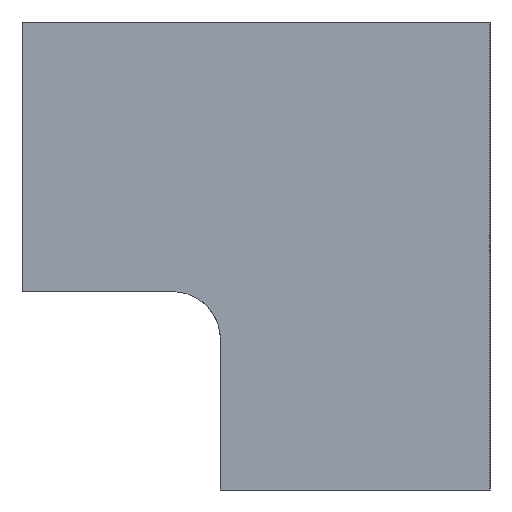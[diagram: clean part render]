
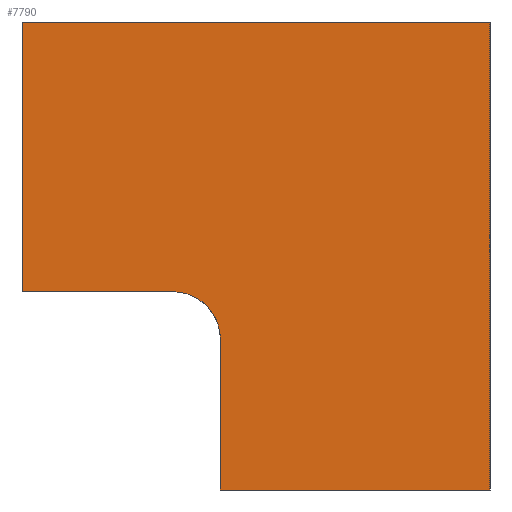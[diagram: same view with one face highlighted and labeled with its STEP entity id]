
A CAD part, left-side view. The second image highlights one B-rep face of the part: STEP entity #7790.
In plain terms, the highlighted planar face has unit normal (-1, 0, -0.018).
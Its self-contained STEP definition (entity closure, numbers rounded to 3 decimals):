
#46 = LINE ( 'NONE', #7052, #8936 ) ;
#314 = ORIENTED_EDGE ( 'NONE', *, *, #5242, .F. ) ;
#374 = CARTESIAN_POINT ( 'NONE',  ( -21.366, 17., -20. ) ) ;
#488 = CARTESIAN_POINT ( 'NONE',  ( -21.418, 20., -17. ) ) ;
#504 = CARTESIAN_POINT ( 'NONE',  ( -21.2, 17., -29.5 ) ) ;
#790 = VECTOR ( 'NONE', #7905, 1000. ) ;
#983 = ORIENTED_EDGE ( 'NONE', *, *, #4141, .F. ) ;
#1048 = VERTEX_POINT ( 'NONE', #374 ) ;
#1132 = VECTOR ( 'NONE', #3920, 1000. ) ;
#1180 = EDGE_CURVE ( 'NONE', #9365, #4825, #46, .T. ) ;
#1225 = VECTOR ( 'NONE', #9056, 1000. ) ;
#1256 = PLANE ( 'NONE',  #9359 ) ;
#1783 = VECTOR ( 'NONE', #9987, 1000. ) ;
#1924 = DIRECTION ( 'NONE',  ( 0.017, 0., -1. ) ) ;
#2067 = DIRECTION ( 'NONE',  ( -0.017, 0., 1. ) ) ;
#2084 = EDGE_LOOP ( 'NONE', ( #3387, #983, #2454, #2112, #7329, #314, #8705 ) ) ;
#2112 = ORIENTED_EDGE ( 'NONE', *, *, #7274, .F. ) ;
#2454 = ORIENTED_EDGE ( 'NONE', *, *, #7394, .F. ) ;
#2959 = DIRECTION ( 'NONE',  ( -0.017, 0., 1. ) ) ;
#3086 = VERTEX_POINT ( 'NONE', #10630 ) ;
#3387 = ORIENTED_EDGE ( 'NONE', *, *, #1180, .F. ) ;
#3920 = DIRECTION ( 'NONE',  ( 0., -1., 0. ) ) ;
#3980 = CARTESIAN_POINT ( 'NONE',  ( -21.2, 0., -29.5 ) ) ;
#4009 = CARTESIAN_POINT ( 'NONE',  ( -21.418, 20., -17. ) ) ;
#4141 = EDGE_CURVE ( 'NONE', #3086, #9365, #7912, .T. ) ;
#4825 = VERTEX_POINT ( 'NONE', #5566 ) ;
#5017 = CARTESIAN_POINT ( 'NONE',  ( -21.418, 0., -17. ) ) ;
#5212 = VECTOR ( 'NONE', #2959, 1000. ) ;
#5242 = EDGE_CURVE ( 'NONE', #6754, #1048, #5752, .T. ) ;
#5381 = FACE_OUTER_BOUND ( 'NONE', #2084, .T. ) ;
#5416 = CARTESIAN_POINT ( 'NONE',  ( -21.418, 29.5, -17. ) ) ;
#5566 = CARTESIAN_POINT ( 'NONE',  ( -21.2, 0., -29.5 ) ) ;
#5677 = EDGE_CURVE ( 'NONE', #4825, #6754, #7488, .T. ) ;
#5752 = LINE ( 'NONE', #504, #5212 ) ;
#5779 = CARTESIAN_POINT ( 'NONE',  ( -21.366, 17., -20. ) ) ;
#6355 = CARTESIAN_POINT ( 'NONE',  ( -21.2, 17., -29.5 ) ) ;
#6357 = CARTESIAN_POINT ( 'NONE',  ( -21.2, 0., -29.5 ) ) ;
#6398 = VERTEX_POINT ( 'NONE', #5416 ) ;
#6414 = CARTESIAN_POINT ( 'NONE',  ( -21.715, 0., 0. ) ) ;
#6754 = VERTEX_POINT ( 'NONE', #6355 ) ;
#7036 = CARTESIAN_POINT ( 'NONE',  ( -21.2, 29.5, -29.5 ) ) ;
#7052 = CARTESIAN_POINT ( 'NONE',  ( -21.2, 0., -29.5 ) ) ;
#7200 = DIRECTION ( 'NONE',  ( -1., 0., -0.017 ) ) ;
#7220 = EDGE_CURVE ( 'NONE', #10430, #1048, #10615, .T. ) ;
#7274 = EDGE_CURVE ( 'NONE', #10430, #6398, #10657, .T. ) ;
#7329 = ORIENTED_EDGE ( 'NONE', *, *, #7220, .T. ) ;
#7378 = CARTESIAN_POINT ( 'NONE',  ( -21.715, 0., 0. ) ) ;
#7394 = EDGE_CURVE ( 'NONE', #6398, #3086, #9662, .T. ) ;
#7488 = LINE ( 'NONE', #3980, #1225 ) ;
#7790 = ADVANCED_FACE ( 'NONE', ( #5381 ), #1256, .T. ) ;
#7905 = DIRECTION ( 'NONE',  ( -0.017, 0., 1. ) ) ;
#7912 = LINE ( 'NONE', #7378, #1132 ) ;
#8284 = CARTESIAN_POINT ( 'NONE',  ( -21.418, 18.243, -17. ) ) ;
#8705 = ORIENTED_EDGE ( 'NONE', *, *, #5677, .F. ) ;
#8936 = VECTOR ( 'NONE', #1924, 1000. ) ;
#9056 = DIRECTION ( 'NONE',  ( 0., 1., 0. ) ) ;
#9359 = AXIS2_PLACEMENT_3D ( 'NONE', #6357, #7200, #2067 ) ;
#9365 = VERTEX_POINT ( 'NONE', #6414 ) ;
#9662 = LINE ( 'NONE', #7036, #790 ) ;
#9987 = DIRECTION ( 'NONE',  ( 0., 1., 0. ) ) ;
#10430 = VERTEX_POINT ( 'NONE', #488 ) ;
#10615 =( BOUNDED_CURVE ( )  B_SPLINE_CURVE ( 3, ( #4009, #8284, #10673, #5779 ),
 .UNSPECIFIED., .F., .T. ) 
 B_SPLINE_CURVE_WITH_KNOTS ( ( 4, 4 ),
 ( 3.142, 4.712 ),
 .UNSPECIFIED. ) 
 CURVE ( )  GEOMETRIC_REPRESENTATION_ITEM ( )  RATIONAL_B_SPLINE_CURVE ( ( 1., 0.805, 0.805, 1. ) ) 
 REPRESENTATION_ITEM ( '' )  );
#10630 = CARTESIAN_POINT ( 'NONE',  ( -21.715, 29.5, 0. ) ) ;
#10657 = LINE ( 'NONE', #5017, #1783 ) ;
#10673 = CARTESIAN_POINT ( 'NONE',  ( -21.396, 17., -18.243 ) ) ;
